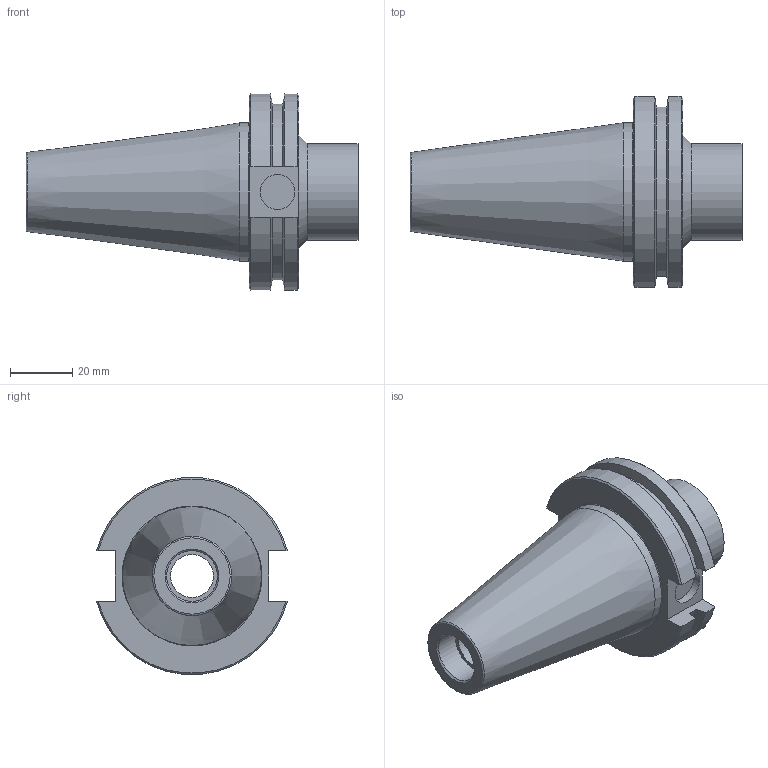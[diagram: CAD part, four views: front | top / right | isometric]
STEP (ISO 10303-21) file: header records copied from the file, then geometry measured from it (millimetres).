
FILE_DESCRIPTION (( 'STEP AP214' ), '1' );
FILE_NAME ('CAT40-TB16-1.5.STEP', '2022-09-16T01:45:45', ( '' ), ( '' ), 'SwSTEP 2.0', 'SolidWorks 2022', '' );
FILE_SCHEMA (( 'AUTOMOTIVE_DESIGN' ));
Length unit declared in the file: inch
Products named in the file (1): CAT40-TB16-1.5
Bounding box: 106.68 x 61.35 x 63.26 mm (x, y, z)
Volume: 114405.5 mm3; surface area: 23290.6 mm2
Topology: 1 solids, 1 shells, 38 faces, 91 edges, 60 vertices
Faces by surface type: plane 13, cylinder 12, cone 11, torus 2
Full cylindrical faces by diameter (mm): 11.176 x1, 13.716 x1, 16.256 x1, 17.018 x1, 30.988 x1, 44.45 x1
Entity records: 1363 total; most frequent: CARTESIAN_POINT 221, DIRECTION 172, ORIENTED_EDGE 154, EDGE_CURVE 77, AXIS2_PLACEMENT_3D 72, VERTEX_POINT 57, EDGE_LOOP 56, FACE_OUTER_BOUND 46
